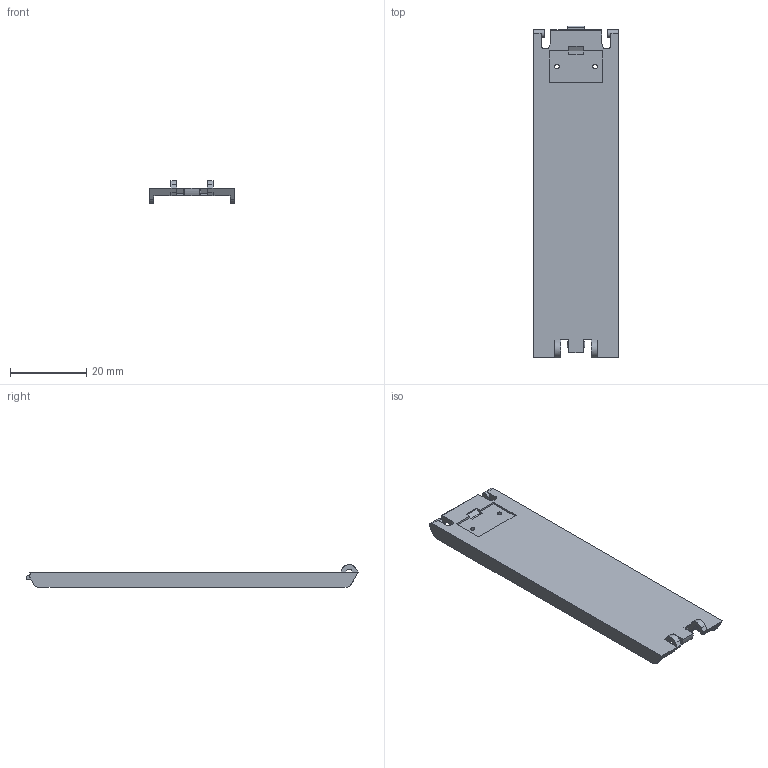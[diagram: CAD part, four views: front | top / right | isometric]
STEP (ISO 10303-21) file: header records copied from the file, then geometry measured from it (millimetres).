
FILE_DESCRIPTION(('CATIA V5R24 STEP','CAx-IF Rec.Pracs.--- Model Styling and Organization---1.2---2011-12-15'),'2;1');
FILE_NAME ('12264978_2', '2017-12-01T11:04:37+00:00', ('Weidmueller Interface'), ('Weidmueller'), 'CATIA Version 5-6 Release 2014 SP4', 'CATIA V5 STEP AP214', 'none');
FILE_SCHEMA(('AUTOMOTIVE_DESIGN { 1 0 10303 214 1 1 1 1 }'));
Length unit declared in the file: millimetre
Products named in the file (1): 2418670000
Bounding box: 22.5 x 86.89 x 6 mm (x, y, z)
Volume: 4063.5 mm3; surface area: 4970.8 mm2
Topology: 1 solids, 1 shells, 98 faces, 353 edges, 254 vertices
Faces by surface type: plane 69, cylinder 25, sphere 2, extrusion 2
Entity records: 3937 total; most frequent: CARTESIAN_POINT 878, ORIENTED_EDGE 706, DIRECTION 476, EDGE_CURVE 353, VECTOR 274, LINE 272, VERTEX_POINT 254, AXIS2_PLACEMENT_3D 132
